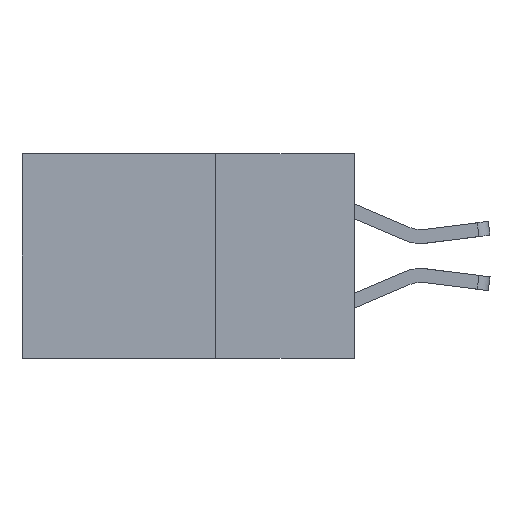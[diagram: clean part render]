
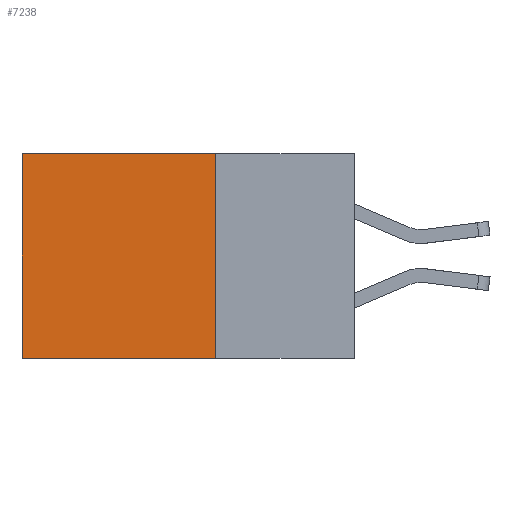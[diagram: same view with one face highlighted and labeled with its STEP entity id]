
A CAD part, left-side view. The second image highlights one B-rep face of the part: STEP entity #7238.
In plain terms, the highlighted planar face has unit normal (-1, 0, 0).
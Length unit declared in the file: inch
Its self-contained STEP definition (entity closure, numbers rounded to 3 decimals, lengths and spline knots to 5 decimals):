
#81 = CARTESIAN_POINT ( 'NONE',  ( 0.298, 0.25, 0. ) ) ;
#319 = LINE ( 'NONE', #8684, #7041 ) ;
#402 = VECTOR ( 'NONE', #11795, 39.37008 ) ;
#784 = ORIENTED_EDGE ( 'NONE', *, *, #3371, .F. ) ;
#921 = CARTESIAN_POINT ( 'NONE',  ( 0.298, 0.6, 0. ) ) ;
#1712 = LINE ( 'NONE', #81, #8733 ) ;
#1780 = VERTEX_POINT ( 'NONE', #921 ) ;
#1944 = ORIENTED_EDGE ( 'NONE', *, *, #6741, .F. ) ;
#2042 = CARTESIAN_POINT ( 'NONE',  ( 0.298, 0.25, 0. ) ) ;
#2119 = DIRECTION ( 'NONE',  ( 0., 0., -1. ) ) ;
#2356 = DIRECTION ( 'NONE',  ( 0., 0., -1. ) ) ;
#2515 = CARTESIAN_POINT ( 'NONE',  ( 0.298, 0.6, 0. ) ) ;
#2517 = EDGE_CURVE ( 'NONE', #1780, #3446, #2588, .T. ) ;
#2588 = LINE ( 'NONE', #2515, #3781 ) ;
#2680 = AXIS2_PLACEMENT_3D ( 'NONE', #11731, #6106, #7046 ) ;
#3371 = EDGE_CURVE ( 'NONE', #3675, #3446, #11536, .T. ) ;
#3446 = VERTEX_POINT ( 'NONE', #6568 ) ;
#3675 = VERTEX_POINT ( 'NONE', #9596 ) ;
#3781 = VECTOR ( 'NONE', #2356, 39.37008 ) ;
#5691 = EDGE_LOOP ( 'NONE', ( #9932, #784, #1944, #9871 ) ) ;
#5987 = PLANE ( 'NONE',  #2680 ) ;
#6106 = DIRECTION ( 'NONE',  ( 1., 0., 0. ) ) ;
#6568 = CARTESIAN_POINT ( 'NONE',  ( 0.298, 0.6, -0.37 ) ) ;
#6741 = EDGE_CURVE ( 'NONE', #8787, #3675, #319, .T. ) ;
#7041 = VECTOR ( 'NONE', #2119, 39.37008 ) ;
#7046 = DIRECTION ( 'NONE',  ( 0., 0., -1. ) ) ;
#7238 = ADVANCED_FACE ( 'NONE', ( #11446 ), #5987, .F. ) ;
#7476 = DIRECTION ( 'NONE',  ( 0., 1., 0. ) ) ;
#8062 = CARTESIAN_POINT ( 'NONE',  ( 0.298, 0.25, -0.37 ) ) ;
#8674 = EDGE_CURVE ( 'NONE', #8787, #1780, #1712, .T. ) ;
#8684 = CARTESIAN_POINT ( 'NONE',  ( 0.298, 0.25, 0. ) ) ;
#8733 = VECTOR ( 'NONE', #7476, 39.37008 ) ;
#8787 = VERTEX_POINT ( 'NONE', #2042 ) ;
#9596 = CARTESIAN_POINT ( 'NONE',  ( 0.298, 0.25, -0.37 ) ) ;
#9871 = ORIENTED_EDGE ( 'NONE', *, *, #8674, .T. ) ;
#9932 = ORIENTED_EDGE ( 'NONE', *, *, #2517, .T. ) ;
#11446 = FACE_OUTER_BOUND ( 'NONE', #5691, .T. ) ;
#11536 = LINE ( 'NONE', #8062, #402 ) ;
#11731 = CARTESIAN_POINT ( 'NONE',  ( 0.298, 0.25, 0. ) ) ;
#11795 = DIRECTION ( 'NONE',  ( 0., 1., 0. ) ) ;
